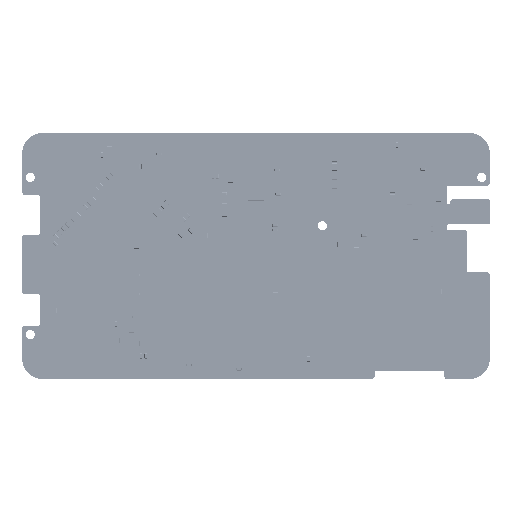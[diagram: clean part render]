
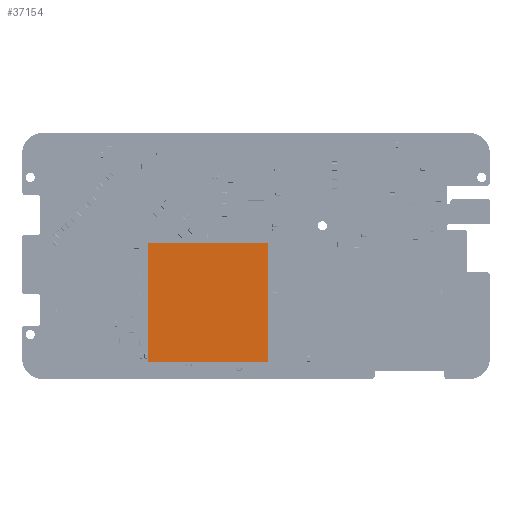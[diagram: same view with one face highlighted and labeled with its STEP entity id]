
A CAD part, top view. The second image highlights one B-rep face of the part: STEP entity #37154.
In plain terms, the highlighted planar face has unit normal (0, 0, 1).
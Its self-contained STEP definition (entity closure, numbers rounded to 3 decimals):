
#36840 = VERTEX_POINT('',#36841);
#36841 = CARTESIAN_POINT('',(-11.702,11.702,1.6));
#36848 = PLANE('',#36849);
#36849 = AXIS2_PLACEMENT_3D('',#36850,#36851,#36852);
#36850 = CARTESIAN_POINT('',(-11.702,11.702,0.));
#36851 = DIRECTION('',(0.,1.,0.));
#36852 = DIRECTION('',(1.,0.,0.));
#36860 = PLANE('',#36861);
#36861 = AXIS2_PLACEMENT_3D('',#36862,#36863,#36864);
#36862 = CARTESIAN_POINT('',(-11.702,-11.702,0.));
#36863 = DIRECTION('',(-1.,0.,0.));
#36864 = DIRECTION('',(0.,1.,0.));
#36872 = EDGE_CURVE('',#36840,#36873,#36875,.T.);
#36873 = VERTEX_POINT('',#36874);
#36874 = CARTESIAN_POINT('',(11.702,11.702,1.6));
#36875 = SURFACE_CURVE('',#36876,(#36880,#36887),.PCURVE_S1.);
#36876 = LINE('',#36877,#36878);
#36877 = CARTESIAN_POINT('',(-11.702,11.702,1.6));
#36878 = VECTOR('',#36879,1.);
#36879 = DIRECTION('',(1.,0.,0.));
#36880 = PCURVE('',#36848,#36881);
#36881 = DEFINITIONAL_REPRESENTATION('',(#36882),#36886);
#36882 = LINE('',#36883,#36884);
#36883 = CARTESIAN_POINT('',(0.,-1.6));
#36884 = VECTOR('',#36885,1.);
#36885 = DIRECTION('',(1.,0.));
#36886 = ( GEOMETRIC_REPRESENTATION_CONTEXT(2) 
PARAMETRIC_REPRESENTATION_CONTEXT() REPRESENTATION_CONTEXT('2D SPACE',''
  ) );
#36887 = PCURVE('',#36888,#36893);
#36888 = PLANE('',#36889);
#36889 = AXIS2_PLACEMENT_3D('',#36890,#36891,#36892);
#36890 = CARTESIAN_POINT('',(-11.702,11.702,1.6));
#36891 = DIRECTION('',(0.,0.,1.));
#36892 = DIRECTION('',(1.,0.,0.));
#36893 = DEFINITIONAL_REPRESENTATION('',(#36894),#36898);
#36894 = LINE('',#36895,#36896);
#36895 = CARTESIAN_POINT('',(0.,0.));
#36896 = VECTOR('',#36897,1.);
#36897 = DIRECTION('',(1.,0.));
#36898 = ( GEOMETRIC_REPRESENTATION_CONTEXT(2) 
PARAMETRIC_REPRESENTATION_CONTEXT() REPRESENTATION_CONTEXT('2D SPACE',''
  ) );
#36916 = PLANE('',#36917);
#36917 = AXIS2_PLACEMENT_3D('',#36918,#36919,#36920);
#36918 = CARTESIAN_POINT('',(11.702,11.702,0.));
#36919 = DIRECTION('',(1.,0.,0.));
#36920 = DIRECTION('',(0.,-1.,0.));
#36958 = EDGE_CURVE('',#36873,#36959,#36961,.T.);
#36959 = VERTEX_POINT('',#36960);
#36960 = CARTESIAN_POINT('',(11.702,-11.702,1.6));
#36961 = SURFACE_CURVE('',#36962,(#36966,#36973),.PCURVE_S1.);
#36962 = LINE('',#36963,#36964);
#36963 = CARTESIAN_POINT('',(11.702,11.702,1.6));
#36964 = VECTOR('',#36965,1.);
#36965 = DIRECTION('',(0.,-1.,0.));
#36966 = PCURVE('',#36916,#36967);
#36967 = DEFINITIONAL_REPRESENTATION('',(#36968),#36972);
#36968 = LINE('',#36969,#36970);
#36969 = CARTESIAN_POINT('',(0.,-1.6));
#36970 = VECTOR('',#36971,1.);
#36971 = DIRECTION('',(1.,0.));
#36972 = ( GEOMETRIC_REPRESENTATION_CONTEXT(2) 
PARAMETRIC_REPRESENTATION_CONTEXT() REPRESENTATION_CONTEXT('2D SPACE',''
  ) );
#36973 = PCURVE('',#36888,#36974);
#36974 = DEFINITIONAL_REPRESENTATION('',(#36975),#36979);
#36975 = LINE('',#36976,#36977);
#36976 = CARTESIAN_POINT('',(23.403,0.));
#36977 = VECTOR('',#36978,1.);
#36978 = DIRECTION('',(0.,-1.));
#36979 = ( GEOMETRIC_REPRESENTATION_CONTEXT(2) 
PARAMETRIC_REPRESENTATION_CONTEXT() REPRESENTATION_CONTEXT('2D SPACE',''
  ) );
#36997 = PLANE('',#36998);
#36998 = AXIS2_PLACEMENT_3D('',#36999,#37000,#37001);
#36999 = CARTESIAN_POINT('',(11.702,-11.702,0.));
#37000 = DIRECTION('',(0.,-1.,0.));
#37001 = DIRECTION('',(-1.,0.,0.));
#37034 = EDGE_CURVE('',#36959,#37035,#37037,.T.);
#37035 = VERTEX_POINT('',#37036);
#37036 = CARTESIAN_POINT('',(-11.702,-11.702,1.6));
#37037 = SURFACE_CURVE('',#37038,(#37042,#37049),.PCURVE_S1.);
#37038 = LINE('',#37039,#37040);
#37039 = CARTESIAN_POINT('',(11.702,-11.702,1.6));
#37040 = VECTOR('',#37041,1.);
#37041 = DIRECTION('',(-1.,0.,0.));
#37042 = PCURVE('',#36997,#37043);
#37043 = DEFINITIONAL_REPRESENTATION('',(#37044),#37048);
#37044 = LINE('',#37045,#37046);
#37045 = CARTESIAN_POINT('',(0.,-1.6));
#37046 = VECTOR('',#37047,1.);
#37047 = DIRECTION('',(1.,0.));
#37048 = ( GEOMETRIC_REPRESENTATION_CONTEXT(2) 
PARAMETRIC_REPRESENTATION_CONTEXT() REPRESENTATION_CONTEXT('2D SPACE',''
  ) );
#37049 = PCURVE('',#36888,#37050);
#37050 = DEFINITIONAL_REPRESENTATION('',(#37051),#37055);
#37051 = LINE('',#37052,#37053);
#37052 = CARTESIAN_POINT('',(23.403,-23.403));
#37053 = VECTOR('',#37054,1.);
#37054 = DIRECTION('',(-1.,0.));
#37055 = ( GEOMETRIC_REPRESENTATION_CONTEXT(2) 
PARAMETRIC_REPRESENTATION_CONTEXT() REPRESENTATION_CONTEXT('2D SPACE',''
  ) );
#37105 = EDGE_CURVE('',#37035,#36840,#37106,.T.);
#37106 = SURFACE_CURVE('',#37107,(#37111,#37118),.PCURVE_S1.);
#37107 = LINE('',#37108,#37109);
#37108 = CARTESIAN_POINT('',(-11.702,-11.702,1.6));
#37109 = VECTOR('',#37110,1.);
#37110 = DIRECTION('',(0.,1.,0.));
#37111 = PCURVE('',#36860,#37112);
#37112 = DEFINITIONAL_REPRESENTATION('',(#37113),#37117);
#37113 = LINE('',#37114,#37115);
#37114 = CARTESIAN_POINT('',(0.,-1.6));
#37115 = VECTOR('',#37116,1.);
#37116 = DIRECTION('',(1.,0.));
#37117 = ( GEOMETRIC_REPRESENTATION_CONTEXT(2) 
PARAMETRIC_REPRESENTATION_CONTEXT() REPRESENTATION_CONTEXT('2D SPACE',''
  ) );
#37118 = PCURVE('',#36888,#37119);
#37119 = DEFINITIONAL_REPRESENTATION('',(#37120),#37124);
#37120 = LINE('',#37121,#37122);
#37121 = CARTESIAN_POINT('',(0.,-23.403));
#37122 = VECTOR('',#37123,1.);
#37123 = DIRECTION('',(0.,1.));
#37124 = ( GEOMETRIC_REPRESENTATION_CONTEXT(2) 
PARAMETRIC_REPRESENTATION_CONTEXT() REPRESENTATION_CONTEXT('2D SPACE',''
  ) );
#37154 = ADVANCED_FACE('',(#37155),#36888,.T.);
#37155 = FACE_BOUND('',#37156,.F.);
#37156 = EDGE_LOOP('',(#37157,#37158,#37159,#37160));
#37157 = ORIENTED_EDGE('',*,*,#36872,.T.);
#37158 = ORIENTED_EDGE('',*,*,#36958,.T.);
#37159 = ORIENTED_EDGE('',*,*,#37034,.T.);
#37160 = ORIENTED_EDGE('',*,*,#37105,.T.);
